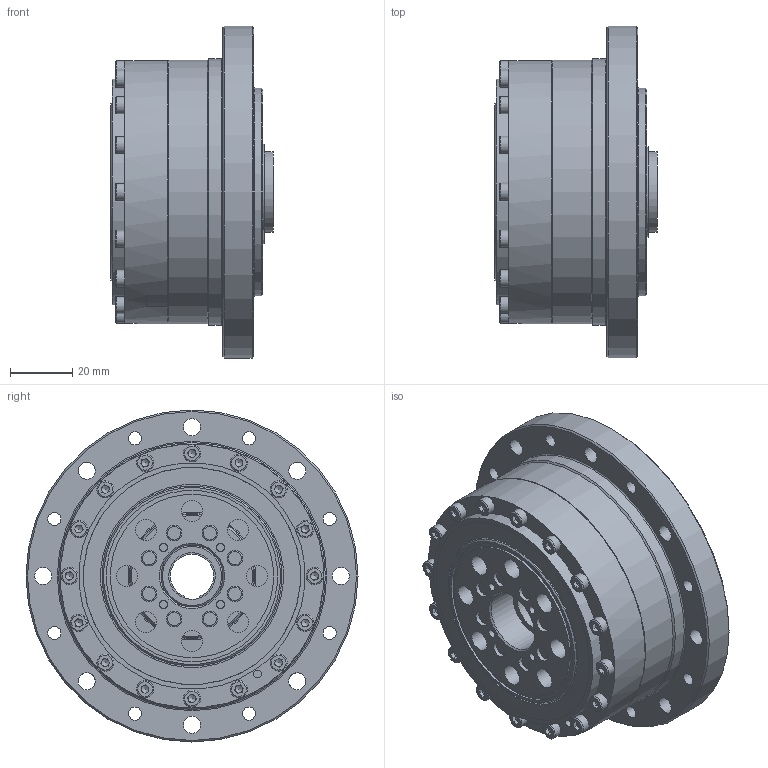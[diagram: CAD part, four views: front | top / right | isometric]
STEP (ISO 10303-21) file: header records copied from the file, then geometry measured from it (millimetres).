
FILE_DESCRIPTION(/* description */ ('STEP AP242','CAx-IF Rec.Pracs.---Representation and Presentation of Product Manufacturing Information (PMI)---4.0---2014-10-13','CAx-IF Rec.Pracs.---3D Tessellated Geometry---0.4---2014-09-14','2;1'),/* implementation_level */ '2;1');
FILE_NAME(/* name */ '6887799cbc425d248bb651e0',/* time_stamp */ '2025-07-28T13:22:37Z',/* author */ (''),/* organization */ (''),/* preprocessor_version */ 'ST-DEVELOPER v20',/* originating_system */ 'ONSHAPE BY PTC INC, 1.201',/* authorisation */ ' ');
FILE_SCHEMA (('AP242_MANAGED_MODEL_BASED_3D_ENGINEERING_MIM_LF { 1 0 10303 442 1 1 4 }'));
Length unit declared in the file: metre
Products named in the file (21): CS-25-I; ????????M6�20_??; hexagon socket head cap screws gb_GB_FASTENER_SCREWS_HSHCS M3X12-C; 25-160??; ???????; 25-160??????_?? <1>; STXB-T25-P02_??; STXB-T25-160-P04_??; STXB-T25-120-P01_??; STXB-T25-P03_??; STXB-T25-P05_??; 25????; circlips for shaft--type a large gb_GB_CONNECTING_PIECE_RING_RRA 26; SF-25???? <1>; ????-??-?4; 25-??????; ????-??-CS-25; ??????
Assembly tree (89 placements, depth 3):
  CS-25-I
    ????????M6�20_??  x8
    hexagon socket head cap screws gb_GB_FASTENER_SCREWS_HSHCS M3X12-C  x16
    25-160??
    ???????
    25-160??
    25-160??????_?? <1>
      STXB-T25-P02_??
      STXB-T25-160-P04_??
      STXB-T25-120-P01_??
      STXB-T25-P03_??
      STXB-T25-P05_??
      25????
      circlips for shaft--type a large gb_GB_CONNECTING_PIECE_RING_RRA 26
    SF-25???? <1>
      ????-??-?4  x48
      25-??????
      ????-??-CS-25
      ??????
      ????-??-CS-25
      ??????
Bounding box: 52.3 x 107 x 107 mm (x, y, z)
Volume: 201933.6 mm3; surface area: 128595.2 mm2
Topology: 87 solids, 87 shells, 1094 faces, 2316 edges, 1458 vertices
Faces by surface type: plane 559, cylinder 266, cone 199, torus 65, bspline 5
Full cylindrical faces by diameter (mm): 2 x2, 2.5 x20, 2.6 x4, 3 x24, 3.2 x1, 3.5 x16, 4 x48, 4.2 x8, 5 x8, 5.5 x24, 5.8 x1, 6 x8, 6.6 x16, 6.8 x8, 10 x8, 15 x1, 20 x3, 24.9 x1, 26 x2, 26.5 x3, 27 x1, 35 x2, 39.999 x1, 42 x3, 45.212 x1, 48.627 x2, 52.6 x1, 53 x1, 55.3 x1, 55.623 x1
Entity records: 15031 total; most frequent: CARTESIAN_POINT 4062, DIRECTION 2257, ORIENTED_EDGE 1518, AXIS2_PLACEMENT_3D 992, FACE_BOUND 905, EDGE_LOOP 884, EDGE_CURVE 759, VERTEX_POINT 644
